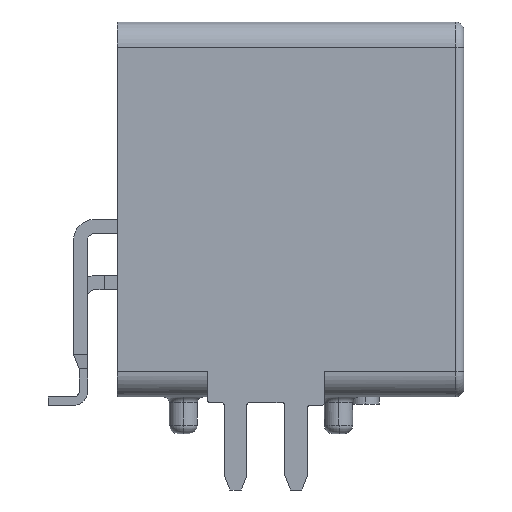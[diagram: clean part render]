
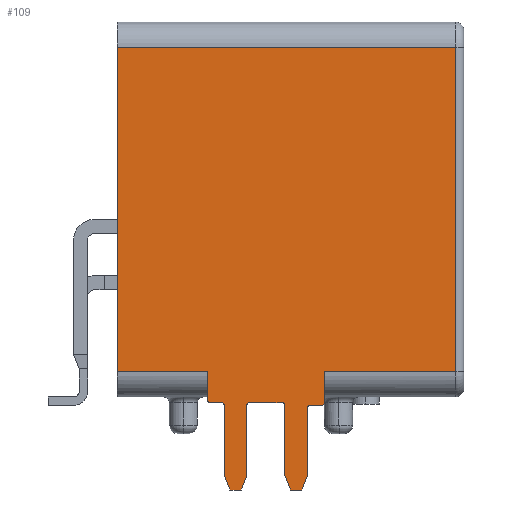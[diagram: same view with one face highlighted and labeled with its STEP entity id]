
A CAD part, left-side view. The second image highlights one B-rep face of the part: STEP entity #109.
In plain terms, the highlighted planar face has unit normal (-1, 0, 0).
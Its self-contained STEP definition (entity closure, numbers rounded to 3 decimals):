
#109=ADVANCED_FACE('',(#432),#433,.T.);
#432=FACE_OUTER_BOUND('',#957,.T.);
#433=PLANE('',#958);
#957=EDGE_LOOP('',(#1867,#1868,#1869,#1870,#1871,#1872,#1873,#1874,#1875,#1876,#1877,#1878,#1879,#1880,#1881,#1882,#1883,#1884,#1885,#1886,#1887,#1888,#1889,#1890,#1891,#1892));
#958=AXIS2_PLACEMENT_3D('',#1893,#1894,#1895);
#1867=ORIENTED_EDGE('',*,*,#3644,.T.);
#1868=ORIENTED_EDGE('',*,*,#3747,.T.);
#1869=ORIENTED_EDGE('',*,*,#3748,.F.);
#1870=ORIENTED_EDGE('',*,*,#3569,.F.);
#1871=ORIENTED_EDGE('',*,*,#3648,.T.);
#1872=ORIENTED_EDGE('',*,*,#3749,.F.);
#1873=ORIENTED_EDGE('',*,*,#3750,.F.);
#1874=ORIENTED_EDGE('',*,*,#3751,.F.);
#1875=ORIENTED_EDGE('',*,*,#3752,.F.);
#1876=ORIENTED_EDGE('',*,*,#3746,.T.);
#1877=ORIENTED_EDGE('',*,*,#3753,.T.);
#1878=ORIENTED_EDGE('',*,*,#3754,.T.);
#1879=ORIENTED_EDGE('',*,*,#3603,.T.);
#1880=ORIENTED_EDGE('',*,*,#3652,.F.);
#1881=ORIENTED_EDGE('',*,*,#3662,.F.);
#1882=ORIENTED_EDGE('',*,*,#3755,.F.);
#1883=ORIENTED_EDGE('',*,*,#3756,.F.);
#1884=ORIENTED_EDGE('',*,*,#3757,.F.);
#1885=ORIENTED_EDGE('',*,*,#3758,.T.);
#1886=ORIENTED_EDGE('',*,*,#3759,.T.);
#1887=ORIENTED_EDGE('',*,*,#3760,.T.);
#1888=ORIENTED_EDGE('',*,*,#3761,.T.);
#1889=ORIENTED_EDGE('',*,*,#3634,.T.);
#1890=ORIENTED_EDGE('',*,*,#3623,.F.);
#1891=ORIENTED_EDGE('',*,*,#3762,.T.);
#1892=ORIENTED_EDGE('',*,*,#3763,.T.);
#1893=CARTESIAN_POINT('',(-4.9,6.45,-3.693));
#1894=DIRECTION('',(-1.0,0.0,0.0));
#1895=DIRECTION('',(0.0,0.0,1.0));
#3569=EDGE_CURVE('',#4318,#4320,#4321,.T.);
#3603=EDGE_CURVE('',#4380,#4381,#4382,.T.);
#3623=EDGE_CURVE('',#4420,#4421,#4422,.T.);
#3634=EDGE_CURVE('',#4441,#4421,#4442,.T.);
#3644=EDGE_CURVE('',#4459,#4457,#4460,.T.);
#3648=EDGE_CURVE('',#4318,#4465,#4467,.T.);
#3652=EDGE_CURVE('',#4473,#4381,#4474,.T.);
#3662=EDGE_CURVE('',#4488,#4473,#4490,.T.);
#3746=EDGE_CURVE('',#4625,#4630,#4632,.T.);
#3747=EDGE_CURVE('',#4457,#4633,#4634,.T.);
#3748=EDGE_CURVE('',#4320,#4633,#4635,.T.);
#3749=EDGE_CURVE('',#4636,#4465,#4637,.T.);
#3750=EDGE_CURVE('',#4638,#4636,#4639,.T.);
#3751=EDGE_CURVE('',#4640,#4638,#4641,.T.);
#3752=EDGE_CURVE('',#4625,#4640,#4642,.T.);
#3753=EDGE_CURVE('',#4630,#4643,#4644,.T.);
#3754=EDGE_CURVE('',#4643,#4380,#4645,.T.);
#3755=EDGE_CURVE('',#4646,#4488,#4647,.T.);
#3756=EDGE_CURVE('',#4648,#4646,#4649,.T.);
#3757=EDGE_CURVE('',#4650,#4648,#4651,.T.);
#3758=EDGE_CURVE('',#4650,#4652,#4653,.T.);
#3759=EDGE_CURVE('',#4652,#4654,#4655,.T.);
#3760=EDGE_CURVE('',#4654,#4656,#4657,.T.);
#3761=EDGE_CURVE('',#4656,#4441,#4658,.T.);
#3762=EDGE_CURVE('',#4420,#4659,#4660,.T.);
#3763=EDGE_CURVE('',#4659,#4459,#4661,.T.);
#4318=VERTEX_POINT('',#5481);
#4320=VERTEX_POINT('',#5483);
#4321=LINE('',#5484,#5485);
#4380=VERTEX_POINT('',#5630);
#4381=VERTEX_POINT('',#5631);
#4382=LINE('',#5632,#5633);
#4420=VERTEX_POINT('',#5689);
#4421=VERTEX_POINT('',#5690);
#4422=LINE('',#5691,#5692);
#4441=VERTEX_POINT('',#5719);
#4442=CIRCLE('',#5720,0.1);
#4457=VERTEX_POINT('',#5741);
#4459=VERTEX_POINT('',#5743);
#4460=LINE('',#5744,#5745);
#4465=VERTEX_POINT('',#5751);
#4467=LINE('',#5753,#5754);
#4473=VERTEX_POINT('',#5761);
#4474=LINE('',#5762,#5763);
#4488=VERTEX_POINT('',#5782);
#4490=CIRCLE('',#5785,0.1);
#4625=VERTEX_POINT('',#6046);
#4630=VERTEX_POINT('',#6053);
#4632=LINE('',#6056,#6057);
#4633=VERTEX_POINT('',#6058);
#4634=LINE('',#6059,#6060);
#4635=LINE('',#6061,#6062);
#4636=VERTEX_POINT('',#6063);
#4637=LINE('',#6064,#6065);
#4638=VERTEX_POINT('',#6066);
#4639=CIRCLE('',#6067,0.1);
#4640=VERTEX_POINT('',#6068);
#4641=LINE('',#6069,#6070);
#4642=CIRCLE('',#6071,0.1);
#4643=VERTEX_POINT('',#6072);
#4644=LINE('',#6073,#6074);
#4645=LINE('',#6075,#6076);
#4646=VERTEX_POINT('',#6077);
#4647=LINE('',#6078,#6079);
#4648=VERTEX_POINT('',#6080);
#4649=CIRCLE('',#6081,0.1);
#4650=VERTEX_POINT('',#6082);
#4651=LINE('',#6083,#6084);
#4652=VERTEX_POINT('',#6085);
#4653=LINE('',#6086,#6087);
#4654=VERTEX_POINT('',#6088);
#4655=LINE('',#6089,#6090);
#4656=VERTEX_POINT('',#6091);
#4657=LINE('',#6092,#6093);
#4658=LINE('',#6094,#6095);
#4659=VERTEX_POINT('',#6096);
#4660=CIRCLE('',#6097,0.1);
#4661=LINE('',#6098,#6099);
#5481=CARTESIAN_POINT('',(-4.9,6.15,0.9));
#5483=CARTESIAN_POINT('',(-4.9,6.15,12.4));
#5484=CARTESIAN_POINT('',(-4.9,6.15,-2.009));
#5485=VECTOR('',#7187,1.0);
#5630=CARTESIAN_POINT('',(-4.9,1.75,-3.3));
#5631=CARTESIAN_POINT('',(-4.9,1.55,-2.8));
#5632=CARTESIAN_POINT('',(-4.9,1.233,-2.009));
#5633=VECTOR('',#7238,1.0);
#5689=CARTESIAN_POINT('',(-4.9,-1.1,-0.3));
#5690=CARTESIAN_POINT('',(-4.9,-0.7,-0.3));
#5691=CARTESIAN_POINT('',(-4.9,6.05,-0.3));
#5692=VECTOR('',#7260,1.0);
#5719=CARTESIAN_POINT('',(-4.9,-0.6,-0.4));
#5720=AXIS2_PLACEMENT_3D('',#7275,#7276,#7277);
#5741=CARTESIAN_POINT('',(-4.9,-5.85,0.9));
#5743=CARTESIAN_POINT('',(-4.9,-1.2,0.9));
#5744=CARTESIAN_POINT('',(-4.9,-1.2,0.9));
#5745=VECTOR('',#7293,1.0);
#5751=CARTESIAN_POINT('',(-4.9,2.95,0.9));
#5753=CARTESIAN_POINT('',(-4.9,6.15,0.9));
#5754=VECTOR('',#7301,1.0);
#5761=CARTESIAN_POINT('',(-4.9,1.55,-0.3));
#5762=CARTESIAN_POINT('',(-4.9,1.55,-2.009));
#5763=VECTOR('',#7309,1.0);
#5782=CARTESIAN_POINT('',(-4.9,1.45,-0.2));
#5785=AXIS2_PLACEMENT_3D('',#7325,#7326,#7327);
#6046=CARTESIAN_POINT('',(-4.9,2.35,-0.3));
#6053=CARTESIAN_POINT('',(-4.9,2.35,-2.8));
#6056=CARTESIAN_POINT('',(-4.9,2.35,-2.009));
#6057=VECTOR('',#7442,1.0);
#6058=CARTESIAN_POINT('',(-4.9,-5.85,12.4));
#6059=CARTESIAN_POINT('',(-4.9,-5.85,0.9));
#6060=VECTOR('',#7443,1.0);
#6061=CARTESIAN_POINT('',(-4.9,6.15,12.4));
#6062=VECTOR('',#7444,1.0);
#6063=CARTESIAN_POINT('',(-4.9,2.95,-0.1));
#6064=CARTESIAN_POINT('',(-4.9,2.95,-2.009));
#6065=VECTOR('',#7445,1.0);
#6066=CARTESIAN_POINT('',(-4.9,2.85,-0.2));
#6067=AXIS2_PLACEMENT_3D('',#7446,#7447,#7448);
#6068=CARTESIAN_POINT('',(-4.9,2.45,-0.2));
#6069=CARTESIAN_POINT('',(-4.9,6.05,-0.2));
#6070=VECTOR('',#7449,1.0);
#6071=AXIS2_PLACEMENT_3D('',#7450,#7451,#7452);
#6072=CARTESIAN_POINT('',(-4.9,2.15,-3.3));
#6073=CARTESIAN_POINT('',(-4.9,2.667,-2.009));
#6074=VECTOR('',#7453,1.0);
#6075=CARTESIAN_POINT('',(-4.9,6.05,-3.3));
#6076=VECTOR('',#7454,1.0);
#6077=CARTESIAN_POINT('',(-4.9,0.3,-0.2));
#6078=CARTESIAN_POINT('',(-4.9,6.05,-0.2));
#6079=VECTOR('',#7455,1.0);
#6080=CARTESIAN_POINT('',(-4.9,0.2,-0.3));
#6081=AXIS2_PLACEMENT_3D('',#7456,#7457,#7458);
#6082=CARTESIAN_POINT('',(-4.9,0.2,-2.8));
#6083=CARTESIAN_POINT('',(-4.9,0.2,-2.009));
#6084=VECTOR('',#7459,1.0);
#6085=CARTESIAN_POINT('',(-4.9,0.,-3.3));
#6086=CARTESIAN_POINT('',(-4.9,0.517,-2.009));
#6087=VECTOR('',#7460,1.0);
#6088=CARTESIAN_POINT('',(-4.9,-0.4,-3.3));
#6089=CARTESIAN_POINT('',(-4.9,6.05,-3.3));
#6090=VECTOR('',#7461,1.0);
#6091=CARTESIAN_POINT('',(-4.9,-0.6,-2.8));
#6092=CARTESIAN_POINT('',(-4.9,-0.917,-2.009));
#6093=VECTOR('',#7462,1.0);
#6094=CARTESIAN_POINT('',(-4.9,-0.6,-2.009));
#6095=VECTOR('',#7463,1.0);
#6096=CARTESIAN_POINT('',(-4.9,-1.2,-0.2));
#6097=AXIS2_PLACEMENT_3D('',#7464,#7465,#7466);
#6098=CARTESIAN_POINT('',(-4.9,-1.2,-2.009));
#6099=VECTOR('',#7467,1.0);
#7187=DIRECTION('',(0.0,0.0,1.0));
#7238=DIRECTION('',(0.0,-0.371,0.928));
#7260=DIRECTION('',(0.0,1.0,0.0));
#7275=CARTESIAN_POINT('',(-4.9,-0.7,-0.4));
#7276=DIRECTION('',(1.0,0.0,0.0));
#7277=DIRECTION('',(0.0,0.0,-1.0));
#7293=DIRECTION('',(0.0,-1.0,0.0));
#7301=DIRECTION('',(0.0,-1.0,0.0));
#7309=DIRECTION('',(0.0,-0.0,-1.0));
#7325=CARTESIAN_POINT('',(-4.9,1.45,-0.3));
#7326=DIRECTION('',(-1.0,0.0,0.0));
#7327=DIRECTION('',(0.0,0.0,1.0));
#7442=DIRECTION('',(-0.0,0.0,-1.0));
#7443=DIRECTION('',(0.0,0.0,1.0));
#7444=DIRECTION('',(0.0,-1.0,0.0));
#7445=DIRECTION('',(0.0,0.0,1.0));
#7446=CARTESIAN_POINT('',(-4.9,2.85,-0.1));
#7447=DIRECTION('',(1.0,0.0,0.0));
#7448=DIRECTION('',(0.0,0.0,-1.0));
#7449=DIRECTION('',(-0.0,1.0,0.0));
#7450=CARTESIAN_POINT('',(-4.9,2.45,-0.3));
#7451=DIRECTION('',(-1.0,0.0,0.0));
#7452=DIRECTION('',(0.0,0.0,1.0));
#7453=DIRECTION('',(0.0,-0.371,-0.928));
#7454=DIRECTION('',(0.0,-1.0,0.0));
#7455=DIRECTION('',(-0.0,1.0,0.0));
#7456=CARTESIAN_POINT('',(-4.9,0.3,-0.3));
#7457=DIRECTION('',(-1.0,0.0,0.0));
#7458=DIRECTION('',(0.0,0.0,1.0));
#7459=DIRECTION('',(0.0,0.0,1.0));
#7460=DIRECTION('',(0.0,-0.371,-0.928));
#7461=DIRECTION('',(0.0,-1.0,0.0));
#7462=DIRECTION('',(0.0,-0.371,0.928));
#7463=DIRECTION('',(0.0,0.0,1.0));
#7464=CARTESIAN_POINT('',(-4.9,-1.1,-0.2));
#7465=DIRECTION('',(-1.0,0.0,0.0));
#7466=DIRECTION('',(0.0,0.0,1.0));
#7467=DIRECTION('',(0.0,0.0,1.0));
